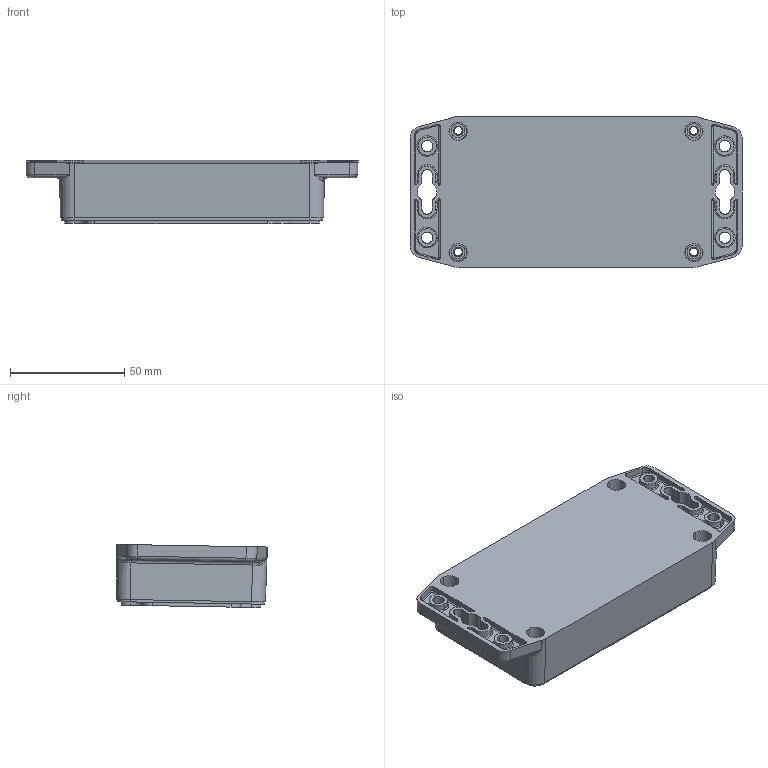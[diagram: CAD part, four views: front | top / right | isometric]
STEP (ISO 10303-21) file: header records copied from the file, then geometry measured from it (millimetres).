
FILE_DESCRIPTION (( 'STEP AP203' ), '1' );
FILE_NAME ('g203mf.STEP', '2021-09-14T19:36:41', ( '' ), ( '' ), 'SwSTEP 2.0', 'SolidWorks 2020', '' );
FILE_SCHEMA (( 'CONFIG_CONTROL_DESIGN' ));
Length unit declared in the file: millimetre
Products named in the file (1): g203mf
Bounding box: 145 x 65.83 x 27.6 mm (x, y, z)
Volume: 59628.8 mm3; surface area: 41860.8 mm2
Topology: 1 solids, 1 shells, 442 faces, 1094 edges, 680 vertices
Faces by surface type: plane 171, cone 95, cylinder 94, bspline 66, torus 16
Entity records: 16074 total; most frequent: CARTESIAN_POINT 5692, ORIENTED_EDGE 2166, DIRECTION 2144, EDGE_CURVE 1083, AXIS2_PLACEMENT_3D 799, VERTEX_POINT 680, VECTOR 546, LINE 546
